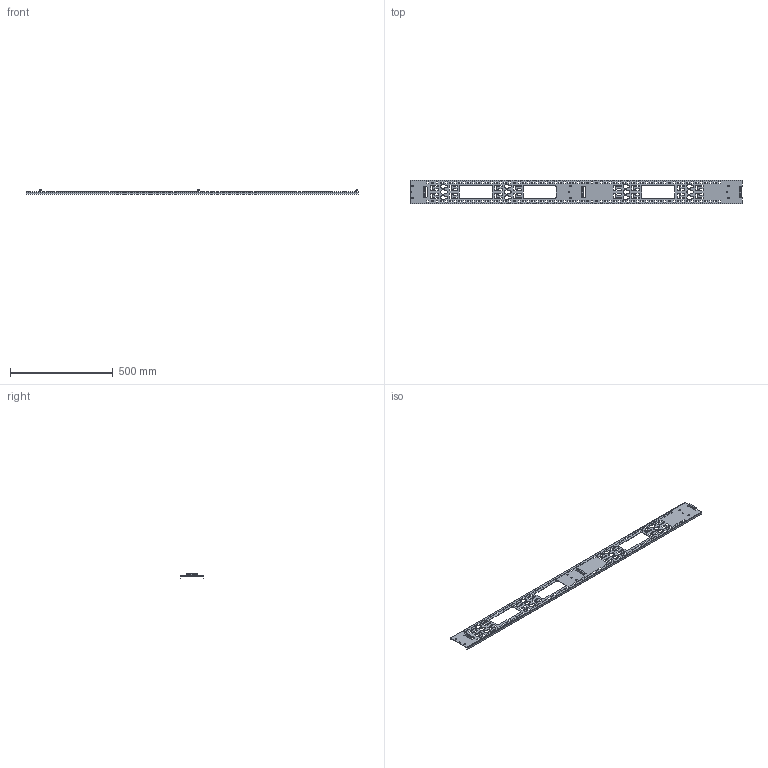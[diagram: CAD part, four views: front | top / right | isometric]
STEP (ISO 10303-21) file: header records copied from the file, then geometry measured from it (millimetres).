
FILE_DESCRIPTION (( 'STEP AP203' ), '1' );
FILE_NAME ('00406927_3D.STEP', '2022-06-20T13:49:07', ( '' ), ( '' ), 'SwSTEP 2.0', 'SolidWorks 2021', '' );
FILE_SCHEMA (( 'CONFIG_CONTROL_DESIGN' ));
Length unit declared in the file: inch
Products named in the file (1): 00406927_3D
Bounding box: 1618.85 x 117 x 20.81 mm (x, y, z)
Volume: 248117.7 mm3; surface area: 352270.3 mm2
Topology: 1 solids, 1 shells, 1120 faces, 3290 edges, 2172 vertices
Faces by surface type: plane 844, cylinder 276
Entity records: 37661 total; most frequent: CARTESIAN_POINT 6583, ORIENTED_EDGE 6580, DIRECTION 6084, EDGE_CURVE 3290, LINE 2738, VECTOR 2738, VERTEX_POINT 2172, AXIS2_PLACEMENT_3D 1673
